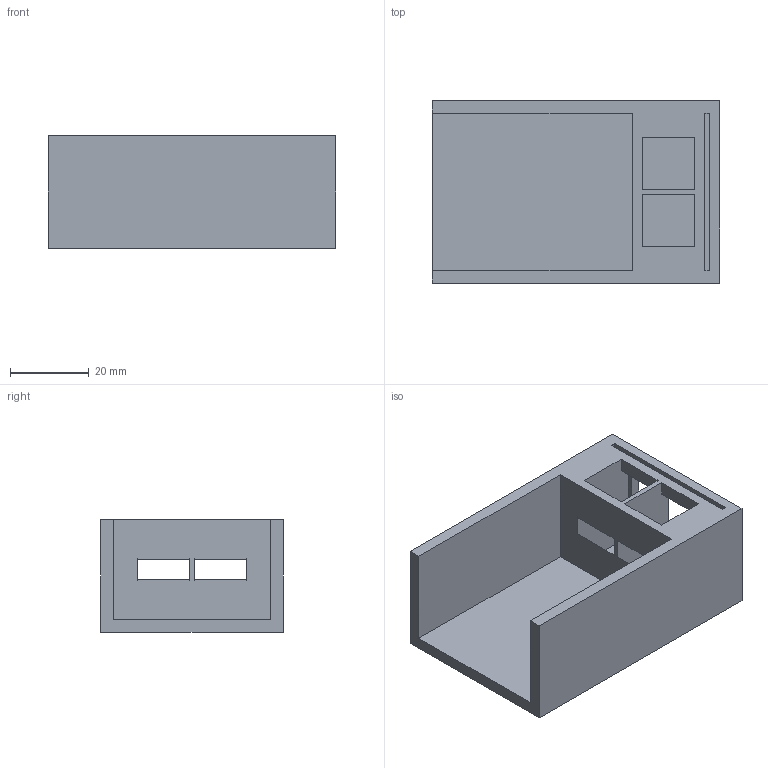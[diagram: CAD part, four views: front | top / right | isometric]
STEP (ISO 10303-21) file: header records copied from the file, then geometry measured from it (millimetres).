
FILE_DESCRIPTION( ( '' ), ' ' );
FILE_NAME( '5eac4428a92953155a812bf2.step', '2020-05-01T15:45:44', ( '' ), ( '' ), ' ', ' ', ' ' );
FILE_SCHEMA( ( 'AUTOMOTIVE_DESIGN { 1 0 10303 214 1 1 1 1 }' ) );
Length unit declared in the file: metre
Products named in the file (1): DBS02 - Sample Holder
Bounding box: 72.95 x 46.38 x 28.68 mm (x, y, z)
Volume: 32356.5 mm3; surface area: 19852.3 mm2
Topology: 1 solids, 1 shells, 44 faces, 132 edges, 88 vertices
Faces by surface type: plane 44
Entity records: 1844 total; most frequent: CARTESIAN_POINT 265, ORIENTED_EDGE 264, DIRECTION 222, EDGE_CURVE 132, LINE 132, VECTOR 132, VERTEX_POINT 88, EDGE_LOOP 52
